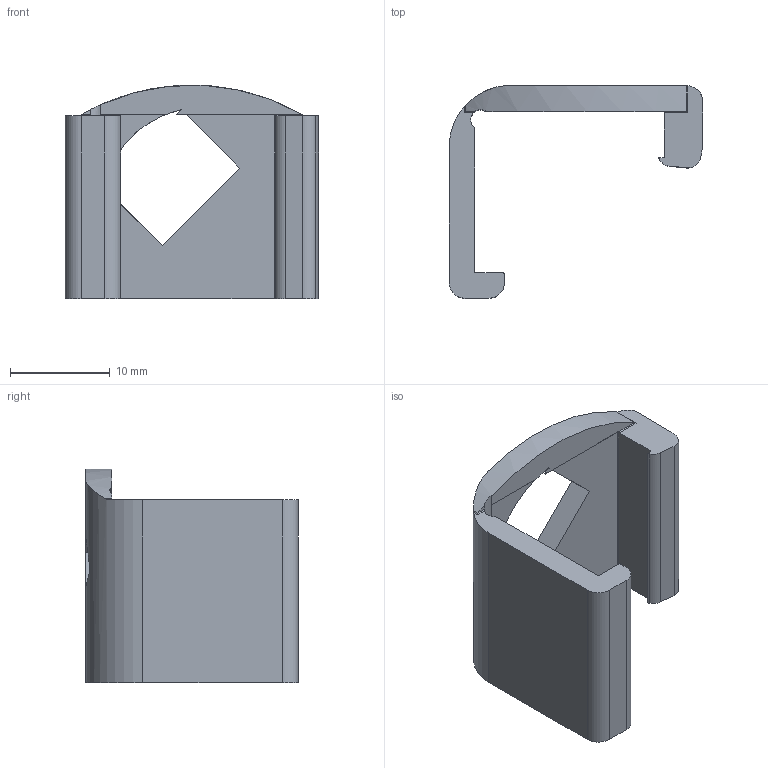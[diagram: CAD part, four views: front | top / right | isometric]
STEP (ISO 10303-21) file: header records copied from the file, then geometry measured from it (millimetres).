
FILE_DESCRIPTION (( 'STEP AP214' ), '1' );
FILE_NAME ('3D Printed Connector V002.STEP', '2020-04-03T17:50:29', ( '' ), ( '' ), 'SwSTEP 2.0', 'SolidWorks 2019', '' );
FILE_SCHEMA (( 'AUTOMOTIVE_DESIGN' ));
Length unit declared in the file: inch
Products named in the file (1): 3D Printed Connector V002
Bounding box: 25.37 x 21.29 x 21.36 mm (x, y, z)
Volume: 2238 mm3; surface area: 2187.6 mm2
Topology: 1 solids, 1 shells, 46 faces, 131 edges, 85 vertices
Faces by surface type: plane 31, cylinder 15
Entity records: 1555 total; most frequent: CARTESIAN_POINT 306, ORIENTED_EDGE 262, DIRECTION 249, EDGE_CURVE 131, LINE 89, VECTOR 89, VERTEX_POINT 85, AXIS2_PLACEMENT_3D 80
